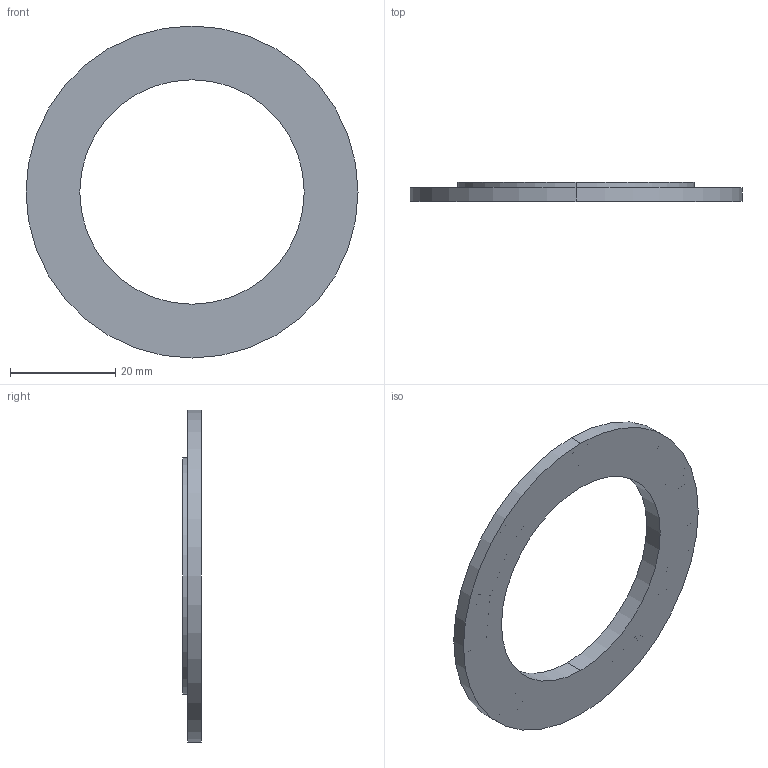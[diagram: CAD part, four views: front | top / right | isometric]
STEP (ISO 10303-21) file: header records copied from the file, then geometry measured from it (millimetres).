
FILE_DESCRIPTION (( 'STEP AP214' ), '1' );
FILE_NAME ('Magsafe.STEP', '2024-08-25T19:05:32', ( '' ), ( '' ), 'SwSTEP 2.0', 'SolidWorks 2022', '' );
FILE_SCHEMA (( 'AUTOMOTIVE_DESIGN' ));
Length unit declared in the file: millimetre
Products named in the file (1): Magsafe
Bounding box: 63 x 3.6 x 63 mm (x, y, z)
Volume: 2764.2 mm3; surface area: 5601.6 mm2
Topology: 1 solids, 1 shells, 84 faces, 198 edges, 132 vertices
Faces by surface type: plane 78, cylinder 6
Entity records: 2412 total; most frequent: CARTESIAN_POINT 415, ORIENTED_EDGE 396, DIRECTION 380, EDGE_CURVE 198, VECTOR 186, LINE 186, VERTEX_POINT 132, EDGE_LOOP 102
